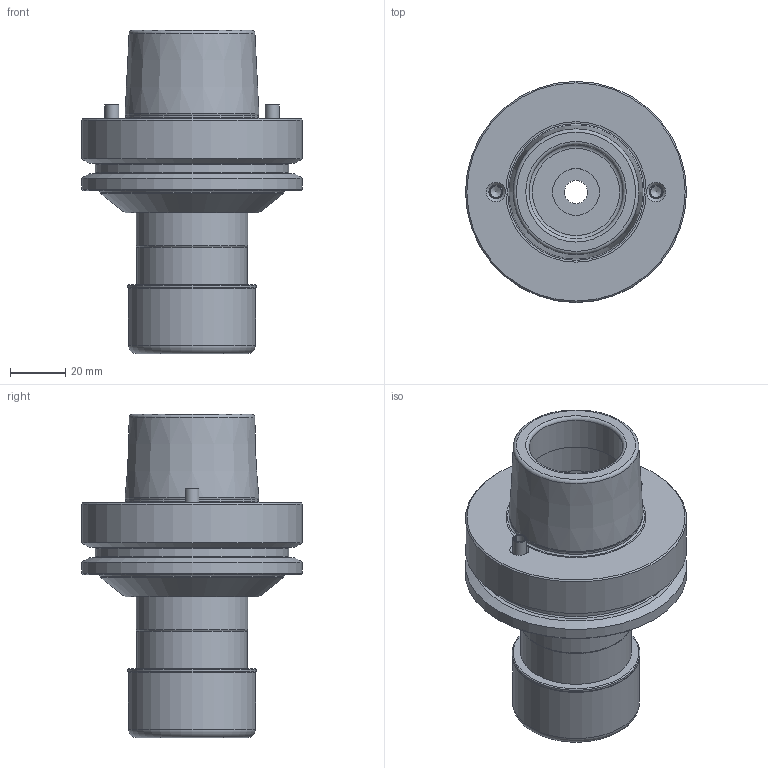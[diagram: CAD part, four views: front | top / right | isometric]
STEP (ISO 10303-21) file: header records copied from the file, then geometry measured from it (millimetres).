
FILE_DESCRIPTION(/* description */ (''),/* implementation_level */ '2;1');
FILE_NAME(/* name */ '807080250.stp',/* time_stamp */ '2021-08-03T15:30:28',/* author */ ('LRA'),/* organization */ ('REGO-FIX'),/* preprocessor_version */ ' Unknown',/* originating_system */ 'SIEMENS PLM Software Solid Edge ST10',/* authorization */ 'Unknown');
FILE_SCHEMA (('AUTOMOTIVE_DESIGN { 1 0 10303 214 2 1 1}'));
Length unit declared in the file: millimetre
Products named in the file (1): 0023460
Bounding box: 80 x 80 x 117 mm (x, y, z)
Volume: 193442 mm3; surface area: 49064.7 mm2
Topology: 6 solids, 6 shells, 107 faces, 211 edges, 128 vertices
Faces by surface type: plane 32, cylinder 32, cone 23, torus 20
Full cylindrical faces by diameter (mm): 5 x2, 8.4 x1, 16.917 x1, 20 x1, 25 x1, 30 x1, 34 x3, 38.376 x1, 40 x3, 40.05 x1, 40.5 x1, 42 x1, 46 x1, 46.4 x1, 48.139 x1, 66.4 x1, 70 x1, 80 x2
Entity records: 2942 total; most frequent: DIRECTION 452, CARTESIAN_POINT 359, ORIENTED_EDGE 262, AXIS2_PLACEMENT_3D 210, FACE_BOUND 192, EDGE_LOOP 190, EDGE_CURVE 131, VERTEX_POINT 117
